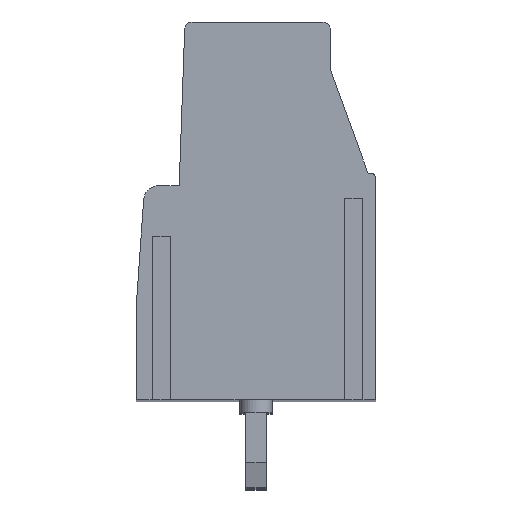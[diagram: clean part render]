
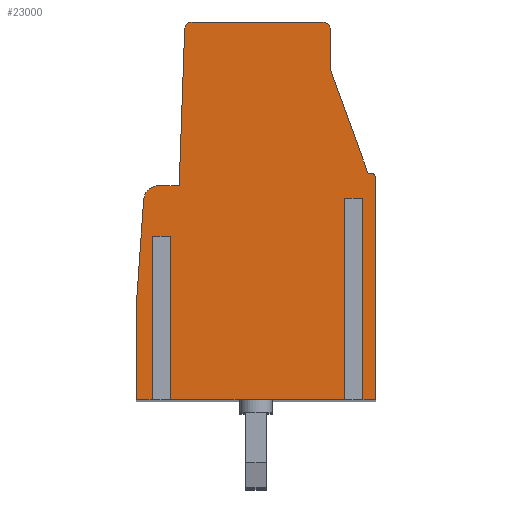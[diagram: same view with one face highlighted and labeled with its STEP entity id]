
A CAD part, top view. The second image highlights one B-rep face of the part: STEP entity #23000.
In plain terms, the highlighted face is planar.
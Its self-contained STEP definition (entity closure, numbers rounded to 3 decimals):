
#120=CARTESIAN_POINT('',(-41.874,19.77,-7.62));
#130=VERTEX_POINT('',#120);
#160=CARTESIAN_POINT('',(-41.874,0.,-7.62));
#170=DIRECTION('',(0.,1.,0.));
#180=VECTOR('',#170,1.);
#190=LINE('',#160,#180);
#200=CARTESIAN_POINT('',(-41.874,27.77,-7.62));
#210=VERTEX_POINT('',#200);
#220=EDGE_CURVE('',#130,#210,#190,.T.);
#2280=CARTESIAN_POINT('',(0.,19.77,-7.62));
#2290=DIRECTION('',(-1.,0.,0.));
#2300=VECTOR('',#2290,1.);
#2310=LINE('',#2280,#2300);
#2320=CARTESIAN_POINT('',(-33.456,19.77,-7.62));
#2330=VERTEX_POINT('',#2320);
#2340=CARTESIAN_POINT('',(-34.249,19.77,-7.62));
#2350=VERTEX_POINT('',#2340);
#2360=EDGE_CURVE('',#2330,#2350,#2310,.T.);
#2810=CARTESIAN_POINT('',(-34.663,19.77,-7.62));
#2820=VERTEX_POINT('',#2810);
#2850=EDGE_CURVE('',#2820,#130,#2310,.T.);
#3250=CARTESIAN_POINT('',(-42.288,19.77,-7.62));
#3260=VERTEX_POINT('',#3250);
#3290=CARTESIAN_POINT('',(-42.956,19.77,-7.62));
#3300=VERTEX_POINT('',#3290);
#3310=EDGE_CURVE('',#3260,#3300,#2310,.T.);
#7250=CARTESIAN_POINT('',(-34.169,0.,-7.62));
#7260=DIRECTION('',(0.035,-0.999,0.));
#7270=VECTOR('',#7260,1.);
#7280=LINE('',#7250,#7270);
#7290=CARTESIAN_POINT('',(-35.373,34.481,-7.62));
#7300=VERTEX_POINT('',#7290);
#7310=CARTESIAN_POINT('',(-35.156,28.27,-7.62));
#7320=VERTEX_POINT('',#7310);
#7330=EDGE_CURVE('',#7300,#7320,#7280,.T.);
#8570=CARTESIAN_POINT('',(-34.343,27.67,-7.62));
#8580=DIRECTION('',(0.,0.,1.));
#8590=DIRECTION('',(1.,0.,0.));
#8600=AXIS2_PLACEMENT_3D('',#8570,#8580,#8590);
#8610=CIRCLE('',#8600,0.6);
#8620=CARTESIAN_POINT('',(-33.745,27.712,-7.62));
#8630=VERTEX_POINT('',#8620);
#8640=CARTESIAN_POINT('',(-34.343,28.27,-7.62));
#8650=VERTEX_POINT('',#8640);
#8660=EDGE_CURVE('',#8630,#8650,#8610,.T.);
#10700=CARTESIAN_POINT('',(-40.856,34.77,-7.62));
#10710=VERTEX_POINT('',#10700);
#10740=CARTESIAN_POINT('',(0.,34.77,-7.62));
#10750=DIRECTION('',(-1.,0.,0.));
#10760=VECTOR('',#10750,1.);
#10770=LINE('',#10740,#10760);
#10780=CARTESIAN_POINT('',(-35.673,34.77,-7.62));
#10790=VERTEX_POINT('',#10780);
#10800=EDGE_CURVE('',#10790,#10710,#10770,.T.);
#12090=CARTESIAN_POINT('',(-42.756,28.77,-7.62));
#12100=VERTEX_POINT('',#12090);
#12130=CARTESIAN_POINT('',(0.,28.77,-7.62));
#12140=DIRECTION('',(-1.,0.,0.));
#12150=VECTOR('',#12140,1.);
#12160=LINE('',#12130,#12150);
#12170=CARTESIAN_POINT('',(-42.656,28.77,-7.62));
#12180=VERTEX_POINT('',#12170);
#12190=EDGE_CURVE('',#12180,#12100,#12160,.T.);
#17410=CARTESIAN_POINT('',(0.,28.27,-7.62));
#17420=DIRECTION('',(1.,0.,0.));
#17430=VECTOR('',#17420,1.);
#17440=LINE('',#17410,#17430);
#17450=EDGE_CURVE('',#7320,#8650,#17440,.T.);
#21070=CARTESIAN_POINT('',(-53.128,0.,-7.62));
#21080=DIRECTION('',(-0.342,-0.94,0.));
#21090=VECTOR('',#21080,1.);
#21100=LINE('',#21070,#21090);
#21110=CARTESIAN_POINT('',(-41.156,32.891,-7.62));
#21120=VERTEX_POINT('',#21110);
#21130=EDGE_CURVE('',#21120,#12180,#21100,.T.);
#21450=CARTESIAN_POINT('',(-41.156,0.,-7.62));
#21460=DIRECTION('',(0.,-1.,0.));
#21470=VECTOR('',#21460,1.);
#21480=LINE('',#21450,#21470);
#21490=CARTESIAN_POINT('',(-41.156,34.47,-7.62));
#21500=VERTEX_POINT('',#21490);
#21510=EDGE_CURVE('',#21500,#21120,#21480,.T.);
#21830=CARTESIAN_POINT('',(-35.673,34.47,-7.62));
#21840=DIRECTION('',(0.,0.,1.));
#21850=DIRECTION('',(1.,0.,0.));
#21860=AXIS2_PLACEMENT_3D('',#21830,#21840,#21850);
#21870=CIRCLE('',#21860,0.3);
#21880=EDGE_CURVE('',#7300,#10790,#21870,.T.);
#22090=CARTESIAN_POINT('',(0.,0.,-7.62));
#22100=DIRECTION('',(0.,0.,1.));
#22110=DIRECTION('',(1.,0.,0.));
#22120=AXIS2_PLACEMENT_3D('',#22090,#22100,#22110);
#22130=PLANE('',#22120);
#22140=ORIENTED_EDGE('',*,*,#21880,.F.);
#22150=ORIENTED_EDGE('',*,*,#10800,.F.);
#22160=CARTESIAN_POINT('',(-40.856,34.47,-7.62));
#22170=DIRECTION('',(0.,0.,1.));
#22180=DIRECTION('',(1.,0.,0.));
#22190=AXIS2_PLACEMENT_3D('',#22160,#22170,#22180);
#22200=CIRCLE('',#22190,0.3);
#22210=EDGE_CURVE('',#10710,#21500,#22200,.T.);
#22220=ORIENTED_EDGE('',*,*,#22210,.F.);
#22230=ORIENTED_EDGE('',*,*,#21510,.F.);
#22240=ORIENTED_EDGE('',*,*,#21130,.F.);
#22250=ORIENTED_EDGE('',*,*,#12190,.F.);
#22260=CARTESIAN_POINT('',(-42.756,28.57,-7.62));
#22270=DIRECTION('',(0.,0.,1.));
#22280=DIRECTION('',(1.,0.,0.));
#22290=AXIS2_PLACEMENT_3D('',#22260,#22270,#22280);
#22300=CIRCLE('',#22290,0.2);
#22310=CARTESIAN_POINT('',(-42.956,28.57,-7.62));
#22320=VERTEX_POINT('',#22310);
#22330=EDGE_CURVE('',#12100,#22320,#22300,.T.);
#22340=ORIENTED_EDGE('',*,*,#22330,.F.);
#22350=CARTESIAN_POINT('',(-42.956,0.,-7.62));
#22360=DIRECTION('',(0.,-1.,0.));
#22370=VECTOR('',#22360,1.);
#22380=LINE('',#22350,#22370);
#22390=EDGE_CURVE('',#22320,#3300,#22380,.T.);
#22400=ORIENTED_EDGE('',*,*,#22390,.F.);
#22410=ORIENTED_EDGE('',*,*,#3310,.T.);
#22420=CARTESIAN_POINT('',(-42.288,0.,-7.62));
#22430=DIRECTION('',(0.,-1.,0.));
#22440=VECTOR('',#22430,1.);
#22450=LINE('',#22420,#22440);
#22460=CARTESIAN_POINT('',(-42.288,27.77,-7.62));
#22470=VERTEX_POINT('',#22460);
#22480=EDGE_CURVE('',#22470,#3260,#22450,.T.);
#22490=ORIENTED_EDGE('',*,*,#22480,.T.);
#22500=CARTESIAN_POINT('',(0.,27.77,-7.62));
#22510=DIRECTION('',(-1.,0.,0.));
#22520=VECTOR('',#22510,1.);
#22530=LINE('',#22500,#22520);
#22540=EDGE_CURVE('',#210,#22470,#22530,.T.);
#22550=ORIENTED_EDGE('',*,*,#22540,.T.);
#22560=ORIENTED_EDGE('',*,*,#220,.T.);
#22570=ORIENTED_EDGE('',*,*,#2850,.T.);
#22580=CARTESIAN_POINT('',(-34.663,0.,-7.62));
#22590=DIRECTION('',(0.,1.,0.));
#22600=VECTOR('',#22590,1.);
#22610=LINE('',#22580,#22600);
#22620=CARTESIAN_POINT('',(-34.663,26.27,-7.62));
#22630=VERTEX_POINT('',#22620);
#22640=EDGE_CURVE('',#2820,#22630,#22610,.T.);
#22650=ORIENTED_EDGE('',*,*,#22640,.F.);
#22660=CARTESIAN_POINT('',(0.,26.27,-7.62));
#22670=DIRECTION('',(1.,0.,0.));
#22680=VECTOR('',#22670,1.);
#22690=LINE('',#22660,#22680);
#22700=CARTESIAN_POINT('',(-34.249,26.27,-7.62));
#22710=VERTEX_POINT('',#22700);
#22720=EDGE_CURVE('',#22630,#22710,#22690,.T.);
#22730=ORIENTED_EDGE('',*,*,#22720,.F.);
#22740=CARTESIAN_POINT('',(-34.249,0.,-7.62));
#22750=DIRECTION('',(0.,-1.,0.));
#22760=VECTOR('',#22750,1.);
#22770=LINE('',#22740,#22760);
#22780=EDGE_CURVE('',#22710,#2350,#22770,.T.);
#22790=ORIENTED_EDGE('',*,*,#22780,.F.);
#22800=ORIENTED_EDGE('',*,*,#2360,.T.);
#22810=CARTESIAN_POINT('',(-33.456,0.,-7.62));
#22820=DIRECTION('',(0.,-1.,0.));
#22830=VECTOR('',#22820,1.);
#22840=LINE('',#22810,#22830);
#22850=CARTESIAN_POINT('',(-33.456,23.59,-7.62));
#22860=VERTEX_POINT('',#22850);
#22870=EDGE_CURVE('',#22860,#2330,#22840,.T.);
#22880=ORIENTED_EDGE('',*,*,#22870,.T.);
#22890=CARTESIAN_POINT('',(-31.807,0.,-7.62));
#22900=DIRECTION('',(0.07,-0.998,0.));
#22910=VECTOR('',#22900,1.);
#22920=LINE('',#22890,#22910);
#22930=EDGE_CURVE('',#8630,#22860,#22920,.T.);
#22940=ORIENTED_EDGE('',*,*,#22930,.T.);
#22950=ORIENTED_EDGE('',*,*,#8660,.F.);
#22960=ORIENTED_EDGE('',*,*,#17450,.T.);
#22970=ORIENTED_EDGE('',*,*,#7330,.T.);
#22980=EDGE_LOOP('',(#22970,#22960,#22950,#22940,#22880,#22800,#22790,
#22730,#22650,#22570,#22560,#22550,#22490,#22410,#22400,#22340,#22250,
#22240,#22230,#22220,#22150,#22140));
#22990=FACE_OUTER_BOUND('',#22980,.T.);
#23000=ADVANCED_FACE('',(#22990),#22130,.F.);
